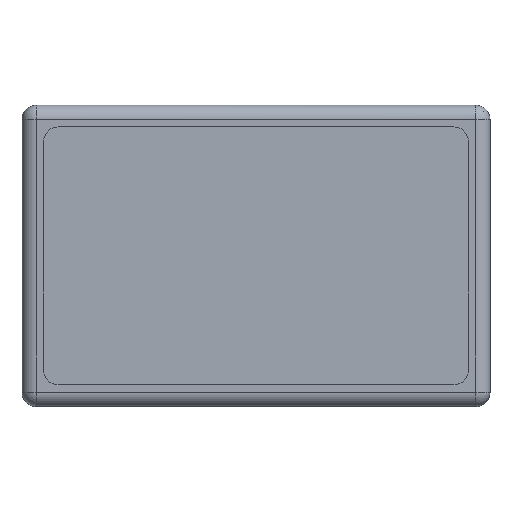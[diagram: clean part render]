
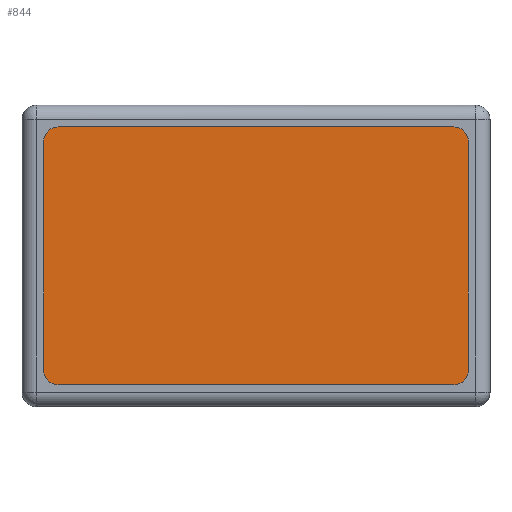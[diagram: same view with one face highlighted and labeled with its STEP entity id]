
A CAD part, top view. The second image highlights one B-rep face of the part: STEP entity #844.
In plain terms, the highlighted planar face has unit normal (0, 0, 1).
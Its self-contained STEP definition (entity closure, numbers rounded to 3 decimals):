
#57=LINE('',#1449,#109);
#61=LINE('',#1461,#113);
#65=LINE('',#1473,#117);
#69=LINE('',#1485,#121);
#109=VECTOR('',#1203,15.8);
#113=VECTOR('',#1215,27.3);
#117=VECTOR('',#1227,15.8);
#121=VECTOR('',#1239,27.3);
#181=PLANE('',#970);
#254=FACE_OUTER_BOUND('',#327,.T.);
#327=EDGE_LOOP('',(#739,#740,#741,#742,#743,#744,#745,#746));
#374=CIRCLE('',#957,1.);
#376=CIRCLE('',#961,1.);
#378=CIRCLE('',#965,1.);
#380=CIRCLE('',#969,1.);
#437=VERTEX_POINT('',#1446);
#438=VERTEX_POINT('',#1448);
#440=VERTEX_POINT('',#1454);
#442=VERTEX_POINT('',#1460);
#444=VERTEX_POINT('',#1466);
#446=VERTEX_POINT('',#1472);
#448=VERTEX_POINT('',#1478);
#450=VERTEX_POINT('',#1484);
#531=EDGE_CURVE('',#438,#437,#57,.T.);
#534=EDGE_CURVE('',#440,#438,#374,.T.);
#537=EDGE_CURVE('',#442,#440,#61,.T.);
#540=EDGE_CURVE('',#444,#442,#376,.T.);
#543=EDGE_CURVE('',#446,#444,#65,.T.);
#546=EDGE_CURVE('',#448,#446,#378,.T.);
#549=EDGE_CURVE('',#450,#448,#69,.T.);
#552=EDGE_CURVE('',#437,#450,#380,.T.);
#739=ORIENTED_EDGE('',*,*,#552,.T.);
#740=ORIENTED_EDGE('',*,*,#549,.T.);
#741=ORIENTED_EDGE('',*,*,#546,.T.);
#742=ORIENTED_EDGE('',*,*,#543,.T.);
#743=ORIENTED_EDGE('',*,*,#540,.T.);
#744=ORIENTED_EDGE('',*,*,#537,.T.);
#745=ORIENTED_EDGE('',*,*,#534,.T.);
#746=ORIENTED_EDGE('',*,*,#531,.T.);
#844=ADVANCED_FACE('',(#254),#181,.T.);
#957=AXIS2_PLACEMENT_3D('',#1455,#1209,#1210);
#961=AXIS2_PLACEMENT_3D('',#1467,#1221,#1222);
#965=AXIS2_PLACEMENT_3D('',#1479,#1233,#1234);
#969=AXIS2_PLACEMENT_3D('',#1489,#1245,#1246);
#970=AXIS2_PLACEMENT_3D('',#1490,#1247,#1248);
#1203=DIRECTION('',(0.,1.,0.));
#1209=DIRECTION('center_axis',(0.,0.,1.));
#1210=DIRECTION('ref_axis',(0.,-1.,0.));
#1215=DIRECTION('',(1.,0.,0.));
#1221=DIRECTION('center_axis',(0.,0.,1.));
#1222=DIRECTION('ref_axis',(-1.,0.,0.));
#1227=DIRECTION('',(0.,-1.,0.));
#1233=DIRECTION('center_axis',(0.,0.,1.));
#1234=DIRECTION('ref_axis',(0.,1.,0.));
#1239=DIRECTION('',(-1.,0.,0.));
#1245=DIRECTION('center_axis',(0.,0.,1.));
#1246=DIRECTION('ref_axis',(1.,0.,0.));
#1247=DIRECTION('center_axis',(0.,0.,1.));
#1248=DIRECTION('ref_axis',(1.,0.,0.));
#1446=CARTESIAN_POINT('',(14.65,7.9,10.7));
#1448=CARTESIAN_POINT('',(14.65,-7.9,10.7));
#1449=CARTESIAN_POINT('',(14.65,-7.9,10.7));
#1454=CARTESIAN_POINT('',(13.65,-8.9,10.7));
#1455=CARTESIAN_POINT('Origin',(13.65,-7.9,10.7));
#1460=CARTESIAN_POINT('',(-13.65,-8.9,10.7));
#1461=CARTESIAN_POINT('',(-13.65,-8.9,10.7));
#1466=CARTESIAN_POINT('',(-14.65,-7.9,10.7));
#1467=CARTESIAN_POINT('Origin',(-13.65,-7.9,10.7));
#1472=CARTESIAN_POINT('',(-14.65,7.9,10.7));
#1473=CARTESIAN_POINT('',(-14.65,7.9,10.7));
#1478=CARTESIAN_POINT('',(-13.65,8.9,10.7));
#1479=CARTESIAN_POINT('Origin',(-13.65,7.9,10.7));
#1484=CARTESIAN_POINT('',(13.65,8.9,10.7));
#1485=CARTESIAN_POINT('',(13.65,8.9,10.7));
#1489=CARTESIAN_POINT('Origin',(13.65,7.9,10.7));
#1490=CARTESIAN_POINT('Origin',(0.,0.,
10.7));
